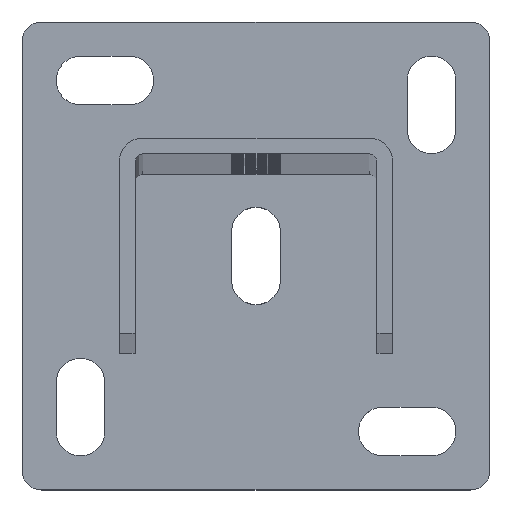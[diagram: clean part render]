
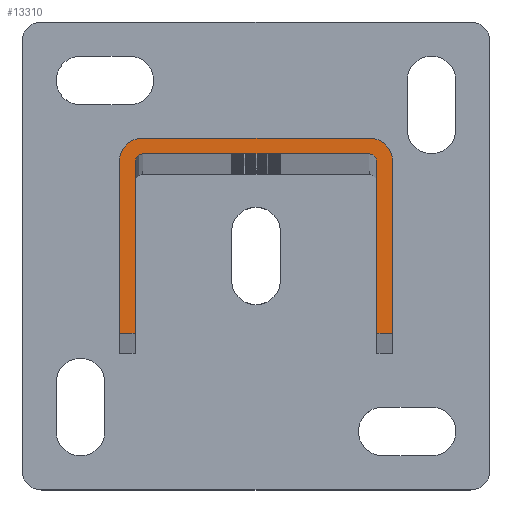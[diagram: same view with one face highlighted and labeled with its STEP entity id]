
A CAD part, top view. The second image highlights one B-rep face of the part: STEP entity #13310.
In plain terms, the highlighted planar face has unit normal (0, 0, 1).
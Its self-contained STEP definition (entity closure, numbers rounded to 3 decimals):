
#102 = AXIS2_PLACEMENT_3D ( 'NONE', #342, #5995, #26040 ) ;
#313 = FACE_OUTER_BOUND ( 'NONE', #7340, .T. ) ;
#342 = CARTESIAN_POINT ( 'NONE',  ( -29., 19., 3008. ) ) ;
#690 = LINE ( 'NONE', #19022, #7543 ) ;
#1162 = CIRCLE ( 'NONE', #102, 2. ) ;
#1822 = LINE ( 'NONE', #29875, #31400 ) ;
#1954 = VERTEX_POINT ( 'NONE', #26344 ) ;
#1982 = CARTESIAN_POINT ( 'NONE',  ( -29., 21., 3008. ) ) ;
#2465 = EDGE_CURVE ( 'NONE', #29385, #10901, #22430, .T. ) ;
#2521 = CARTESIAN_POINT ( 'NONE',  ( -35., -25., 3008. ) ) ;
#2627 = EDGE_CURVE ( 'NONE', #4077, #15048, #10811, .T. ) ;
#2817 = CARTESIAN_POINT ( 'NONE',  ( -29., 25., 3008. ) ) ;
#4060 = CARTESIAN_POINT ( 'NONE',  ( -31., 19., 3008. ) ) ;
#4077 = VERTEX_POINT ( 'NONE', #32665 ) ;
#4138 = DIRECTION ( 'NONE',  ( -1., 0., 0. ) ) ;
#4582 = DIRECTION ( 'NONE',  ( 0., 0., -1. ) ) ;
#5889 = VERTEX_POINT ( 'NONE', #2817 ) ;
#5995 = DIRECTION ( 'NONE',  ( 0., 0., -1. ) ) ;
#7000 = VERTEX_POINT ( 'NONE', #1982 ) ;
#7340 = EDGE_LOOP ( 'NONE', ( #25903, #9813, #10512, #26153, #10261, #29270, #32091, #25220, #16222, #27003, #10653, #21354 ) ) ;
#7543 = VECTOR ( 'NONE', #21544, 1000. ) ;
#8034 = LINE ( 'NONE', #15721, #31978 ) ;
#9153 = EDGE_CURVE ( 'NONE', #15048, #5889, #11205, .T. ) ;
#9417 = CARTESIAN_POINT ( 'NONE',  ( 29., 19., 3008. ) ) ;
#9813 = ORIENTED_EDGE ( 'NONE', *, *, #26982, .F. ) ;
#10261 = ORIENTED_EDGE ( 'NONE', *, *, #32510, .F. ) ;
#10333 = LINE ( 'NONE', #20550, #28750 ) ;
#10340 = DIRECTION ( 'NONE',  ( 0., 0., -1. ) ) ;
#10512 = ORIENTED_EDGE ( 'NONE', *, *, #13191, .F. ) ;
#10653 = ORIENTED_EDGE ( 'NONE', *, *, #18615, .T. ) ;
#10811 = LINE ( 'NONE', #2521, #21967 ) ;
#10901 = VERTEX_POINT ( 'NONE', #26006 ) ;
#11205 = CIRCLE ( 'NONE', #29893, 6. ) ;
#12301 = CARTESIAN_POINT ( 'NONE',  ( 31., 19., 3008. ) ) ;
#12484 = CARTESIAN_POINT ( 'NONE',  ( -31., -25., 3008. ) ) ;
#13051 = EDGE_CURVE ( 'NONE', #16561, #4077, #690, .T. ) ;
#13162 = CARTESIAN_POINT ( 'NONE',  ( 35., -25., 3008. ) ) ;
#13191 = EDGE_CURVE ( 'NONE', #29994, #20125, #29705, .T. ) ;
#13310 = ADVANCED_FACE ( 'NONE', ( #313 ), #25025, .F. ) ;
#14065 = CARTESIAN_POINT ( 'NONE',  ( -29., 25., 3008. ) ) ;
#15048 = VERTEX_POINT ( 'NONE', #31290 ) ;
#15643 = DIRECTION ( 'NONE',  ( 0., 0., -1. ) ) ;
#15721 = CARTESIAN_POINT ( 'NONE',  ( -29., 21., 3008. ) ) ;
#16222 = ORIENTED_EDGE ( 'NONE', *, *, #28018, .T. ) ;
#16311 = EDGE_CURVE ( 'NONE', #27892, #7000, #1162, .T. ) ;
#16561 = VERTEX_POINT ( 'NONE', #12484 ) ;
#18160 = CARTESIAN_POINT ( 'NONE',  ( 29., 19., 3008. ) ) ;
#18615 = EDGE_CURVE ( 'NONE', #7000, #1954, #8034, .T. ) ;
#18843 = DIRECTION ( 'NONE',  ( 0., 1., 0. ) ) ;
#19022 = CARTESIAN_POINT ( 'NONE',  ( -31., -25., 3008. ) ) ;
#19861 = DIRECTION ( 'NONE',  ( 0., -1., 0. ) ) ;
#19873 = AXIS2_PLACEMENT_3D ( 'NONE', #25695, #30364, #28370 ) ;
#19917 = CARTESIAN_POINT ( 'NONE',  ( 31., 19., 3008. ) ) ;
#20125 = VERTEX_POINT ( 'NONE', #13162 ) ;
#20550 = CARTESIAN_POINT ( 'NONE',  ( -31., -25., 3008. ) ) ;
#20992 = VERTEX_POINT ( 'NONE', #21139 ) ;
#21139 = CARTESIAN_POINT ( 'NONE',  ( 29., 25., 3008. ) ) ;
#21354 = ORIENTED_EDGE ( 'NONE', *, *, #23994, .T. ) ;
#21544 = DIRECTION ( 'NONE',  ( -1., 0., 0. ) ) ;
#21967 = VECTOR ( 'NONE', #18843, 1000. ) ;
#22430 = LINE ( 'NONE', #19917, #29964 ) ;
#23055 = VECTOR ( 'NONE', #19861, 1000. ) ;
#23516 = DIRECTION ( 'NONE',  ( 1., 0., 0. ) ) ;
#23994 = EDGE_CURVE ( 'NONE', #1954, #29385, #29641, .T. ) ;
#24284 = DIRECTION ( 'NONE',  ( 1., 0., 0. ) ) ;
#25025 = PLANE ( 'NONE',  #19873 ) ;
#25220 = ORIENTED_EDGE ( 'NONE', *, *, #13051, .F. ) ;
#25564 = CARTESIAN_POINT ( 'NONE',  ( -29., 19., 3008. ) ) ;
#25695 = CARTESIAN_POINT ( 'NONE',  ( 29., 19., 3008. ) ) ;
#25735 = DIRECTION ( 'NONE',  ( -1., 0., 0. ) ) ;
#25903 = ORIENTED_EDGE ( 'NONE', *, *, #2465, .T. ) ;
#26006 = CARTESIAN_POINT ( 'NONE',  ( 31., -25., 3008. ) ) ;
#26040 = DIRECTION ( 'NONE',  ( 1., 0., 0. ) ) ;
#26153 = ORIENTED_EDGE ( 'NONE', *, *, #26456, .F. ) ;
#26344 = CARTESIAN_POINT ( 'NONE',  ( 29., 21., 3008. ) ) ;
#26456 = EDGE_CURVE ( 'NONE', #20992, #29994, #27121, .T. ) ;
#26792 = LINE ( 'NONE', #14065, #29732 ) ;
#26982 = EDGE_CURVE ( 'NONE', #20125, #10901, #1822, .T. ) ;
#27003 = ORIENTED_EDGE ( 'NONE', *, *, #16311, .T. ) ;
#27055 = CARTESIAN_POINT ( 'NONE',  ( 35., 19., 3008. ) ) ;
#27121 = CIRCLE ( 'NONE', #30860, 6. ) ;
#27892 = VERTEX_POINT ( 'NONE', #4060 ) ;
#28018 = EDGE_CURVE ( 'NONE', #16561, #27892, #10333, .T. ) ;
#28370 = DIRECTION ( 'NONE',  ( -1., 0., 0. ) ) ;
#28750 = VECTOR ( 'NONE', #30723, 1000. ) ;
#29270 = ORIENTED_EDGE ( 'NONE', *, *, #9153, .F. ) ;
#29385 = VERTEX_POINT ( 'NONE', #12301 ) ;
#29390 = CARTESIAN_POINT ( 'NONE',  ( 35., 19., 3008. ) ) ;
#29641 = CIRCLE ( 'NONE', #32277, 2. ) ;
#29705 = LINE ( 'NONE', #29390, #23055 ) ;
#29732 = VECTOR ( 'NONE', #24284, 1000. ) ;
#29822 = DIRECTION ( 'NONE',  ( -1., 0., 0. ) ) ;
#29875 = CARTESIAN_POINT ( 'NONE',  ( 35., -25., 3008. ) ) ;
#29893 = AXIS2_PLACEMENT_3D ( 'NONE', #25564, #10340, #25735 ) ;
#29964 = VECTOR ( 'NONE', #32577, 1000. ) ;
#29994 = VERTEX_POINT ( 'NONE', #27055 ) ;
#30364 = DIRECTION ( 'NONE',  ( 0., 0., -1. ) ) ;
#30723 = DIRECTION ( 'NONE',  ( 0., 1., 0. ) ) ;
#30860 = AXIS2_PLACEMENT_3D ( 'NONE', #9417, #4582, #29822 ) ;
#31252 = DIRECTION ( 'NONE',  ( 1., 0., 0. ) ) ;
#31290 = CARTESIAN_POINT ( 'NONE',  ( -35., 19., 3008. ) ) ;
#31400 = VECTOR ( 'NONE', #4138, 1000. ) ;
#31978 = VECTOR ( 'NONE', #31252, 1000. ) ;
#32091 = ORIENTED_EDGE ( 'NONE', *, *, #2627, .F. ) ;
#32277 = AXIS2_PLACEMENT_3D ( 'NONE', #18160, #15643, #23516 ) ;
#32510 = EDGE_CURVE ( 'NONE', #5889, #20992, #26792, .T. ) ;
#32577 = DIRECTION ( 'NONE',  ( 0., -1., 0. ) ) ;
#32665 = CARTESIAN_POINT ( 'NONE',  ( -35., -25., 3008. ) ) ;
